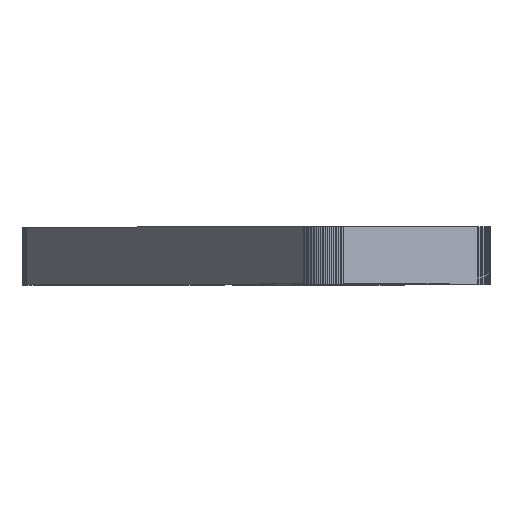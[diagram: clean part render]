
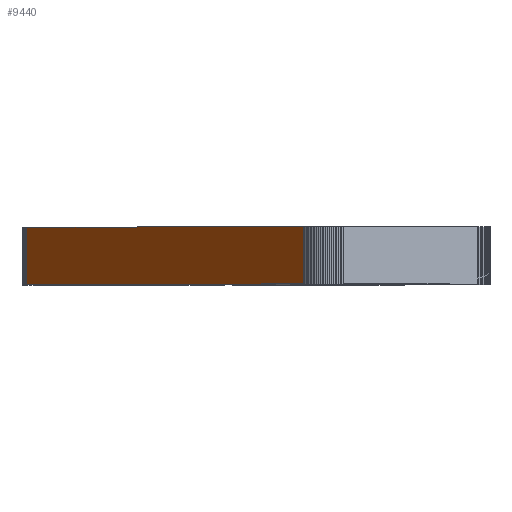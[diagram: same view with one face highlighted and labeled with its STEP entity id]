
A CAD part, top view. The second image highlights one B-rep face of the part: STEP entity #9440.
In plain terms, the highlighted planar face has unit normal (-0.816, 0, 0.578).
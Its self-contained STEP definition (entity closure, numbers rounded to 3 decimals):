
#43 = PLANE('',#44);
#44 = AXIS2_PLACEMENT_3D('',#45,#46,#47);
#45 = CARTESIAN_POINT('',(-33.,40.,50.));
#46 = DIRECTION('',(0.,-1.,0.));
#47 = DIRECTION('',(0.,0.,-1.));
#97 = PLANE('',#98);
#98 = AXIS2_PLACEMENT_3D('',#99,#100,#101);
#99 = CARTESIAN_POINT('',(-32.942,34.,9.415));
#100 = DIRECTION('',(0.,1.,0.));
#101 = DIRECTION('',(0.,0.,1.));
#1394 = VERTEX_POINT('',#1395);
#1395 = CARTESIAN_POINT('',(-3.494,40.,92.667));
#1409 = PLANE('',#1410);
#1410 = AXIS2_PLACEMENT_3D('',#1411,#1412,#1413);
#1411 = CARTESIAN_POINT('',(-3.437,37.,92.747));
#1412 = DIRECTION('',(0.813,0.,-0.582)
  );
#1413 = DIRECTION('',(0.582,0.,0.813)
  );
#1421 = EDGE_CURVE('',#1422,#1394,#1424,.T.);
#1422 = VERTEX_POINT('',#1423);
#1423 = CARTESIAN_POINT('',(-32.494,40.,51.667));
#1424 = SURFACE_CURVE('',#1425,(#1429,#1436),.PCURVE_S1.);
#1425 = LINE('',#1426,#1427);
#1426 = CARTESIAN_POINT('',(-32.494,40.,51.667));
#1427 = VECTOR('',#1428,1.);
#1428 = DIRECTION('',(0.577,0.,0.816));
#1429 = PCURVE('',#43,#1430);
#1430 = DEFINITIONAL_REPRESENTATION('',(#1431),#1435);
#1431 = LINE('',#1432,#1433);
#1432 = CARTESIAN_POINT('',(-1.667,0.506));
#1433 = VECTOR('',#1434,1.);
#1434 = DIRECTION('',(-0.816,0.577));
#1435 = ( GEOMETRIC_REPRESENTATION_CONTEXT(2) 
PARAMETRIC_REPRESENTATION_CONTEXT() REPRESENTATION_CONTEXT('2D SPACE',''
  ) );
#1436 = PCURVE('',#1437,#1442);
#1437 = PLANE('',#1438);
#1438 = AXIS2_PLACEMENT_3D('',#1439,#1440,#1441);
#1439 = CARTESIAN_POINT('',(-3.494,34.,92.667));
#1440 = DIRECTION('',(0.816,0.,-0.577));
#1441 = DIRECTION('',(0.577,0.,0.816));
#1442 = DEFINITIONAL_REPRESENTATION('',(#1443),#1447);
#1443 = LINE('',#1444,#1445);
#1444 = CARTESIAN_POINT('',(-50.22,-6.));
#1445 = VECTOR('',#1446,1.);
#1446 = DIRECTION('',(1.,0.));
#1447 = ( GEOMETRIC_REPRESENTATION_CONTEXT(2) 
PARAMETRIC_REPRESENTATION_CONTEXT() REPRESENTATION_CONTEXT('2D SPACE',''
  ) );
#1465 = PLANE('',#1466);
#1466 = AXIS2_PLACEMENT_3D('',#1467,#1468,#1469);
#1467 = CARTESIAN_POINT('',(-32.494,34.,51.667));
#1468 = DIRECTION('',(0.849,0.,-0.528));
#1469 = DIRECTION('',(0.528,0.,0.849));
#5627 = VERTEX_POINT('',#5628);
#5628 = CARTESIAN_POINT('',(-32.494,34.,51.667));
#5649 = EDGE_CURVE('',#5650,#5627,#5652,.T.);
#5650 = VERTEX_POINT('',#5651);
#5651 = CARTESIAN_POINT('',(-3.494,34.,92.667));
#5652 = SURFACE_CURVE('',#5653,(#5657,#5664),.PCURVE_S1.);
#5653 = LINE('',#5654,#5655);
#5654 = CARTESIAN_POINT('',(-3.494,34.,92.667));
#5655 = VECTOR('',#5656,1.);
#5656 = DIRECTION('',(-0.577,0.,-0.816));
#5657 = PCURVE('',#97,#5658);
#5658 = DEFINITIONAL_REPRESENTATION('',(#5659),#5663);
#5659 = LINE('',#5660,#5661);
#5660 = CARTESIAN_POINT('',(83.252,29.448));
#5661 = VECTOR('',#5662,1.);
#5662 = DIRECTION('',(-0.816,-0.577));
#5663 = ( GEOMETRIC_REPRESENTATION_CONTEXT(2) 
PARAMETRIC_REPRESENTATION_CONTEXT() REPRESENTATION_CONTEXT('2D SPACE',''
  ) );
#5664 = PCURVE('',#1437,#5665);
#5665 = DEFINITIONAL_REPRESENTATION('',(#5666),#5670);
#5666 = LINE('',#5667,#5668);
#5667 = CARTESIAN_POINT('',(0.,0.));
#5668 = VECTOR('',#5669,1.);
#5669 = DIRECTION('',(-1.,-0.));
#5670 = ( GEOMETRIC_REPRESENTATION_CONTEXT(2) 
PARAMETRIC_REPRESENTATION_CONTEXT() REPRESENTATION_CONTEXT('2D SPACE',''
  ) );
#9392 = EDGE_CURVE('',#5650,#1394,#9393,.T.);
#9393 = SURFACE_CURVE('',#9394,(#9398,#9405),.PCURVE_S1.);
#9394 = LINE('',#9395,#9396);
#9395 = CARTESIAN_POINT('',(-3.494,34.,92.667));
#9396 = VECTOR('',#9397,1.);
#9397 = DIRECTION('',(0.,1.,0.));
#9398 = PCURVE('',#1409,#9399);
#9399 = DEFINITIONAL_REPRESENTATION('',(#9400),#9404);
#9400 = LINE('',#9401,#9402);
#9401 = CARTESIAN_POINT('',(-0.098,3.));
#9402 = VECTOR('',#9403,1.);
#9403 = DIRECTION('',(0.,-1.));
#9404 = ( GEOMETRIC_REPRESENTATION_CONTEXT(2) 
PARAMETRIC_REPRESENTATION_CONTEXT() REPRESENTATION_CONTEXT('2D SPACE',''
  ) );
#9405 = PCURVE('',#1437,#9406);
#9406 = DEFINITIONAL_REPRESENTATION('',(#9407),#9411);
#9407 = LINE('',#9408,#9409);
#9408 = CARTESIAN_POINT('',(0.,0.));
#9409 = VECTOR('',#9410,1.);
#9410 = DIRECTION('',(0.,-1.));
#9411 = ( GEOMETRIC_REPRESENTATION_CONTEXT(2) 
PARAMETRIC_REPRESENTATION_CONTEXT() REPRESENTATION_CONTEXT('2D SPACE',''
  ) );
#9440 = ADVANCED_FACE('',(#9441),#1437,.F.);
#9441 = FACE_BOUND('',#9442,.T.);
#9442 = EDGE_LOOP('',(#9443,#9444,#9445,#9466));
#9443 = ORIENTED_EDGE('',*,*,#9392,.T.);
#9444 = ORIENTED_EDGE('',*,*,#1421,.F.);
#9445 = ORIENTED_EDGE('',*,*,#9446,.F.);
#9446 = EDGE_CURVE('',#5627,#1422,#9447,.T.);
#9447 = SURFACE_CURVE('',#9448,(#9452,#9459),.PCURVE_S1.);
#9448 = LINE('',#9449,#9450);
#9449 = CARTESIAN_POINT('',(-32.494,34.,51.667));
#9450 = VECTOR('',#9451,1.);
#9451 = DIRECTION('',(0.,1.,0.));
#9452 = PCURVE('',#1437,#9453);
#9453 = DEFINITIONAL_REPRESENTATION('',(#9454),#9458);
#9454 = LINE('',#9455,#9456);
#9455 = CARTESIAN_POINT('',(-50.22,-0.));
#9456 = VECTOR('',#9457,1.);
#9457 = DIRECTION('',(0.,-1.));
#9458 = ( GEOMETRIC_REPRESENTATION_CONTEXT(2) 
PARAMETRIC_REPRESENTATION_CONTEXT() REPRESENTATION_CONTEXT('2D SPACE',''
  ) );
#9459 = PCURVE('',#1465,#9460);
#9460 = DEFINITIONAL_REPRESENTATION('',(#9461),#9465);
#9461 = LINE('',#9462,#9463);
#9462 = CARTESIAN_POINT('',(0.,0.));
#9463 = VECTOR('',#9464,1.);
#9464 = DIRECTION('',(0.,-1.));
#9465 = ( GEOMETRIC_REPRESENTATION_CONTEXT(2) 
PARAMETRIC_REPRESENTATION_CONTEXT() REPRESENTATION_CONTEXT('2D SPACE',''
  ) );
#9466 = ORIENTED_EDGE('',*,*,#5649,.F.);
